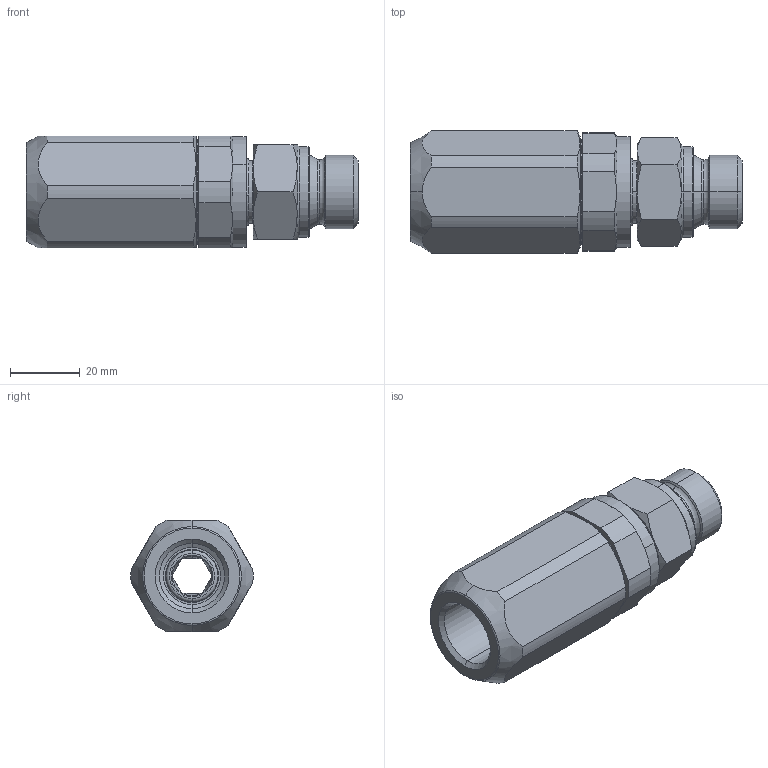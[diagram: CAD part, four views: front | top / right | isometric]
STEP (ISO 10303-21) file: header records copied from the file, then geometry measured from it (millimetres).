
FILE_DESCRIPTION (( 'STEP AP214' ), '1' );
FILE_NAME ('5KRAW21IW21.STEP', '2012-02-16T15:10:23', ( 'admin' ), ( 'Microsoft' ), 'SwSTEP 2.0', 'SolidWorks 2009', '' );
FILE_SCHEMA (( 'AUTOMOTIVE_DESIGN' ));
Length unit declared in the file: millimetre
Products named in the file (1): 5KRAW21IW21
Bounding box: 95.05 x 34.98 x 32 mm (x, y, z)
Volume: 54876.4 mm3; surface area: 16740.4 mm2
Topology: 1 solids, 2 shells, 181 faces, 412 edges, 248 vertices
Faces by surface type: cone 63, cylinder 53, plane 41, torus 24
Entity records: 5607 total; most frequent: CARTESIAN_POINT 1501, DIRECTION 904, ORIENTED_EDGE 824, EDGE_CURVE 412, AXIS2_PLACEMENT_3D 385, VERTEX_POINT 248, CIRCLE 203, EDGE_LOOP 198
